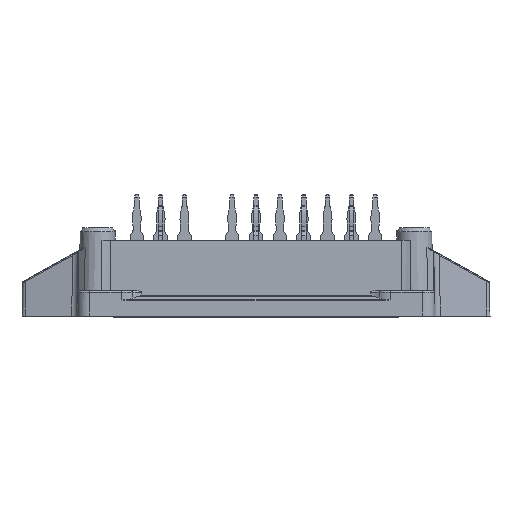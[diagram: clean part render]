
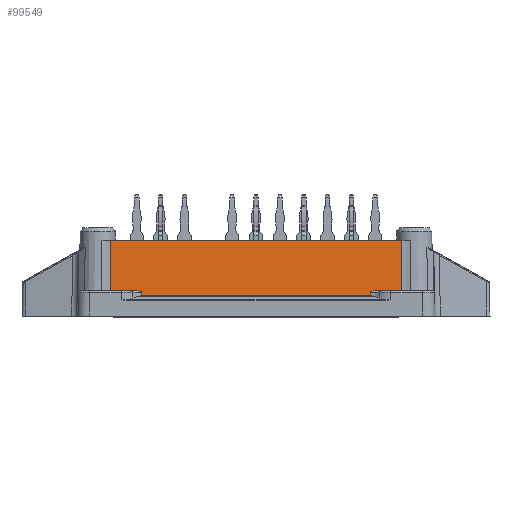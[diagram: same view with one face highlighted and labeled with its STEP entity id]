
A CAD part, front view. The second image highlights one B-rep face of the part: STEP entity #99549.
In plain terms, the highlighted planar face has unit normal (0, -1, 0.018).
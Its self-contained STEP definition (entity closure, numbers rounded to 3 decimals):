
#5184=B_SPLINE_CURVE_WITH_KNOTS('',3,(#137881,#137882,#137883,#137884),
 .UNSPECIFIED.,.F.,.F.,(4,4),(0.001,0.001),
 .UNSPECIFIED.);
#5185=B_SPLINE_CURVE_WITH_KNOTS('',3,(#137889,#137890,#137891,#137892),
 .UNSPECIFIED.,.F.,.F.,(4,4),(0.,0.001),
 .UNSPECIFIED.);
#5186=B_SPLINE_CURVE_WITH_KNOTS('',3,(#137894,#137895,#137896,#137897,#137898,
#137899,#137900,#137901),.UNSPECIFIED.,.F.,.F.,(4,1,1,1,1,4),(0.,
0.,0.,0.,0.001,
0.001),.UNSPECIFIED.);
#5187=B_SPLINE_CURVE_WITH_KNOTS('',3,(#137905,#137906,#137907,#137908),
 .UNSPECIFIED.,.F.,.F.,(4,4),(0.,0.007),.UNSPECIFIED.);
#5188=B_SPLINE_CURVE_WITH_KNOTS('',3,(#137909,#137910,#137911,#137912),
 .UNSPECIFIED.,.F.,.F.,(4,4),(0.,0.007),
 .UNSPECIFIED.);
#5189=B_SPLINE_CURVE_WITH_KNOTS('',3,(#137916,#137917,#137918,#137919,#137920,
#137921,#137922),.UNSPECIFIED.,.F.,.F.,(4,1,1,1,4),(0.,0.,
0.001,0.001,0.001),
 .UNSPECIFIED.);
#7820=ORIENTED_EDGE('',*,*,#28923,.F.);
#7821=ORIENTED_EDGE('',*,*,#28924,.T.);
#7822=ORIENTED_EDGE('',*,*,#28925,.F.);
#7823=ORIENTED_EDGE('',*,*,#28926,.T.);
#7824=ORIENTED_EDGE('',*,*,#28927,.T.);
#7825=ORIENTED_EDGE('',*,*,#28928,.T.);
#7826=ORIENTED_EDGE('',*,*,#27328,.F.);
#7827=ORIENTED_EDGE('',*,*,#28929,.T.);
#7828=ORIENTED_EDGE('',*,*,#28930,.F.);
#7829=ORIENTED_EDGE('',*,*,#28931,.T.);
#27328=EDGE_CURVE('',#37940,#37941,#44324,.T.);
#28923=EDGE_CURVE('',#39438,#39439,#5184,.T.);
#28924=EDGE_CURVE('',#39438,#39440,#45072,.T.);
#28925=EDGE_CURVE('',#39441,#39440,#5185,.T.);
#28926=EDGE_CURVE('',#39441,#39442,#5186,.T.);
#28927=EDGE_CURVE('',#39442,#39443,#45073,.T.);
#28928=EDGE_CURVE('',#39443,#37941,#5187,.T.);
#28929=EDGE_CURVE('',#37940,#39444,#5188,.T.);
#28930=EDGE_CURVE('',#39445,#39444,#45074,.T.);
#28931=EDGE_CURVE('',#39445,#39439,#5189,.T.);
#37940=VERTEX_POINT('',#134081);
#37941=VERTEX_POINT('',#134083);
#39438=VERTEX_POINT('',#137885);
#39439=VERTEX_POINT('',#137886);
#39440=VERTEX_POINT('',#137888);
#39441=VERTEX_POINT('',#137893);
#39442=VERTEX_POINT('',#137902);
#39443=VERTEX_POINT('',#137904);
#39444=VERTEX_POINT('',#137913);
#39445=VERTEX_POINT('',#137915);
#44324=LINE('',#134082,#51368);
#45072=LINE('',#137887,#52116);
#45073=LINE('',#137903,#52117);
#45074=LINE('',#137914,#52118);
#51368=VECTOR('',#111807,1000.);
#52116=VECTOR('',#114211,1000.);
#52117=VECTOR('',#114212,1000.);
#52118=VECTOR('',#114213,1000.);
#58497=EDGE_LOOP('',(#7820,#7821,#7822,#7823,#7824,#7825,#7826,#7827,#7828,
#7829));
#63029=FACE_BOUND('',#58497,.T.);
#67340=PLANE('',#104755);
#99549=ADVANCED_FACE('',(#63029),#67340,.T.);
#104755=AXIS2_PLACEMENT_3D('',#137880,#114209,#114210);
#111807=DIRECTION('',(1.,0.,0.));
#114209=DIRECTION('',(0.,-1.,0.017));
#114210=DIRECTION('',(0.,-0.017,-1.));
#114211=DIRECTION('',(1.,0.,0.));
#114212=DIRECTION('',(1.,0.,0.));
#114213=DIRECTION('',(-1.,0.,0.));
#134081=CARTESIAN_POINT('',(-19.525,-27.653,10.2));
#134082=CARTESIAN_POINT('',(-26.5,-27.653,10.2));
#134083=CARTESIAN_POINT('',(19.525,-27.653,10.2));
#137880=CARTESIAN_POINT('',(-26.5,-27.78,2.9));
#137881=CARTESIAN_POINT('',(-15.378,-27.781,2.822));
#137882=CARTESIAN_POINT('',(-15.379,-27.779,2.949));
#137883=CARTESIAN_POINT('',(-15.379,-27.777,3.076));
#137884=CARTESIAN_POINT('',(-15.379,-27.775,3.203));
#137885=CARTESIAN_POINT('',(-15.378,-27.781,2.822));
#137886=CARTESIAN_POINT('',(-15.379,-27.775,3.203));
#137887=CARTESIAN_POINT('',(-26.5,-27.781,2.822));
#137888=CARTESIAN_POINT('',(15.378,-27.781,2.822));
#137889=CARTESIAN_POINT('',(15.379,-27.775,3.203));
#137890=CARTESIAN_POINT('',(15.379,-27.777,3.076));
#137891=CARTESIAN_POINT('',(15.379,-27.779,2.949));
#137892=CARTESIAN_POINT('',(15.378,-27.781,2.822));
#137893=CARTESIAN_POINT('',(15.379,-27.775,3.203));
#137894=CARTESIAN_POINT('',(15.379,-27.775,3.203));
#137895=CARTESIAN_POINT('',(15.379,-27.774,3.235));
#137896=CARTESIAN_POINT('',(15.441,-27.773,3.274));
#137897=CARTESIAN_POINT('',(15.55,-27.773,3.32));
#137898=CARTESIAN_POINT('',(15.702,-27.772,3.361));
#137899=CARTESIAN_POINT('',(15.882,-27.771,3.392));
#137900=CARTESIAN_POINT('',(16.005,-27.771,3.4));
#137901=CARTESIAN_POINT('',(16.067,-27.771,3.4));
#137902=CARTESIAN_POINT('',(16.067,-27.771,3.4));
#137903=CARTESIAN_POINT('',(-26.5,-27.771,3.4));
#137904=CARTESIAN_POINT('',(19.511,-27.771,3.4));
#137905=CARTESIAN_POINT('',(19.511,-27.771,3.4));
#137906=CARTESIAN_POINT('',(19.516,-27.732,5.667));
#137907=CARTESIAN_POINT('',(19.521,-27.692,7.933));
#137908=CARTESIAN_POINT('',(19.525,-27.653,10.2));
#137909=CARTESIAN_POINT('',(-19.525,-27.653,10.2));
#137910=CARTESIAN_POINT('',(-19.521,-27.692,7.933));
#137911=CARTESIAN_POINT('',(-19.516,-27.732,5.667));
#137912=CARTESIAN_POINT('',(-19.511,-27.771,3.4));
#137913=CARTESIAN_POINT('',(-19.511,-27.771,3.4));
#137914=CARTESIAN_POINT('',(-26.5,-27.771,3.4));
#137915=CARTESIAN_POINT('',(-16.067,-27.771,3.4));
#137916=CARTESIAN_POINT('',(-16.067,-27.771,3.4));
#137917=CARTESIAN_POINT('',(-15.944,-27.771,3.4));
#137918=CARTESIAN_POINT('',(-15.762,-27.772,3.377));
#137919=CARTESIAN_POINT('',(-15.549,-27.773,3.32));
#137920=CARTESIAN_POINT('',(-15.44,-27.773,3.273));
#137921=CARTESIAN_POINT('',(-15.379,-27.774,3.235));
#137922=CARTESIAN_POINT('',(-15.379,-27.775,3.203));
